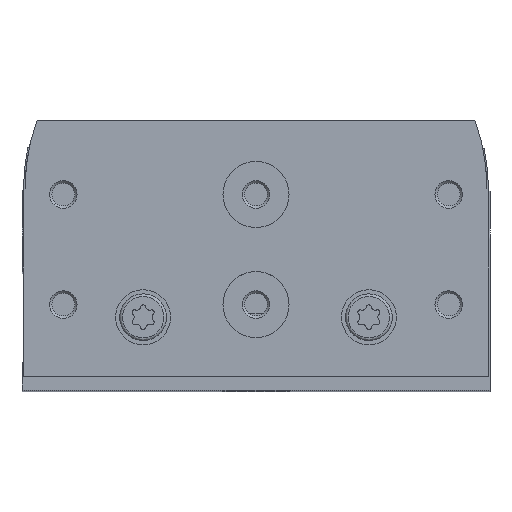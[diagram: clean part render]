
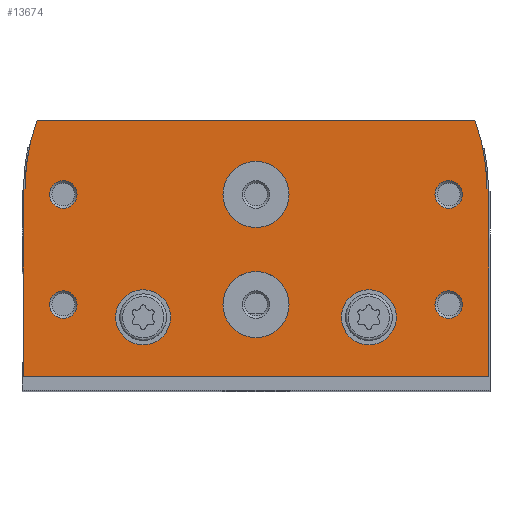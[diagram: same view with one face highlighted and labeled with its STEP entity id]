
A CAD part, top view. The second image highlights one B-rep face of the part: STEP entity #13674.
In plain terms, the highlighted planar face has unit normal (0, 0, 1).
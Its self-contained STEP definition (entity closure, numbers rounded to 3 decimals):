
#553=LINE('',#21325,#1357);
#558=LINE('',#21335,#1362);
#565=LINE('',#21352,#1369);
#571=LINE('',#21364,#1375);
#579=LINE('',#21385,#1383);
#580=LINE('',#21433,#1384);
#1357=VECTOR('',#17358,1000.);
#1362=VECTOR('',#17365,1000.);
#1369=VECTOR('',#17380,1000.);
#1375=VECTOR('',#17390,1000.);
#1383=VECTOR('',#17412,1000.);
#1384=VECTOR('',#17461,1000.);
#1878=PLANE('',#14788);
#3475=ORIENTED_EDGE('',*,*,#6117,.F.);
#3476=ORIENTED_EDGE('',*,*,#6118,.F.);
#3477=ORIENTED_EDGE('',*,*,#6119,.T.);
#3478=ORIENTED_EDGE('',*,*,#6120,.T.);
#3479=ORIENTED_EDGE('',*,*,#6121,.T.);
#3480=ORIENTED_EDGE('',*,*,#6122,.T.);
#3481=ORIENTED_EDGE('',*,*,#6123,.T.);
#3482=ORIENTED_EDGE('',*,*,#6124,.T.);
#3483=ORIENTED_EDGE('',*,*,#6080,.T.);
#3484=ORIENTED_EDGE('',*,*,#6074,.T.);
#3485=ORIENTED_EDGE('',*,*,#6092,.T.);
#3486=ORIENTED_EDGE('',*,*,#6060,.T.);
#3487=ORIENTED_EDGE('',*,*,#6065,.T.);
#3488=ORIENTED_EDGE('',*,*,#6069,.T.);
#3489=ORIENTED_EDGE('',*,*,#6116,.T.);
#3490=ORIENTED_EDGE('',*,*,#6086,.T.);
#6060=EDGE_CURVE('',#7519,#7518,#553,.T.);
#6065=EDGE_CURVE('',#7518,#7522,#558,.T.);
#6069=EDGE_CURVE('',#7522,#7524,#8453,.T.);
#6074=EDGE_CURVE('',#7526,#7528,#565,.T.);
#6080=EDGE_CURVE('',#7532,#7526,#571,.T.);
#6086=EDGE_CURVE('',#7537,#7532,#8455,.T.);
#6092=EDGE_CURVE('',#7528,#7519,#579,.T.);
#6116=EDGE_CURVE('',#7524,#7537,#580,.T.);
#6117=EDGE_CURVE('',#7562,#7562,#8481,.T.);
#6118=EDGE_CURVE('',#7563,#7563,#8482,.T.);
#6119=EDGE_CURVE('',#7564,#7564,#8483,.T.);
#6120=EDGE_CURVE('',#7565,#7565,#8484,.T.);
#6121=EDGE_CURVE('',#7566,#7566,#8485,.T.);
#6122=EDGE_CURVE('',#7567,#7567,#8486,.T.);
#6123=EDGE_CURVE('',#7568,#7568,#8487,.T.);
#6124=EDGE_CURVE('',#7569,#7569,#8488,.T.);
#7518=VERTEX_POINT('',#21324);
#7519=VERTEX_POINT('',#21326);
#7522=VERTEX_POINT('',#21334);
#7524=VERTEX_POINT('',#21341);
#7526=VERTEX_POINT('',#21346);
#7528=VERTEX_POINT('',#21351);
#7532=VERTEX_POINT('',#21362);
#7537=VERTEX_POINT('',#21377);
#7562=VERTEX_POINT('',#21436);
#7563=VERTEX_POINT('',#21438);
#7564=VERTEX_POINT('',#21440);
#7565=VERTEX_POINT('',#21442);
#7566=VERTEX_POINT('',#21444);
#7567=VERTEX_POINT('',#21446);
#7568=VERTEX_POINT('',#21448);
#7569=VERTEX_POINT('',#21450);
#8453=CIRCLE('',#14753,37.);
#8455=CIRCLE('',#14760,37.);
#8481=CIRCLE('',#14789,5.);
#8482=CIRCLE('',#14790,5.);
#8483=CIRCLE('',#14791,6.);
#8484=CIRCLE('',#14792,6.);
#8485=CIRCLE('',#14793,2.5);
#8486=CIRCLE('',#14794,2.5);
#8487=CIRCLE('',#14795,2.5);
#8488=CIRCLE('',#14796,2.5);
#9390=EDGE_LOOP('',(#3475));
#9391=EDGE_LOOP('',(#3476));
#9392=EDGE_LOOP('',(#3477));
#9393=EDGE_LOOP('',(#3478));
#9394=EDGE_LOOP('',(#3479));
#9395=EDGE_LOOP('',(#3480));
#9396=EDGE_LOOP('',(#3481));
#9397=EDGE_LOOP('',(#3482));
#9398=EDGE_LOOP('',(#3483,#3484,#3485,#3486,#3487,#3488,#3489,#3490));
#10458=FACE_BOUND('',#9390,.T.);
#10459=FACE_BOUND('',#9391,.T.);
#10460=FACE_BOUND('',#9392,.T.);
#10461=FACE_BOUND('',#9393,.T.);
#10462=FACE_BOUND('',#9394,.T.);
#10463=FACE_BOUND('',#9395,.T.);
#10464=FACE_BOUND('',#9396,.T.);
#10465=FACE_BOUND('',#9397,.T.);
#10466=FACE_BOUND('',#9398,.T.);
#13674=ADVANCED_FACE('',(#10458,#10459,#10460,#10461,#10462,#10463,#10464,
#10465,#10466),#1878,.T.);
#14753=AXIS2_PLACEMENT_3D('',#21342,#17372,#17373);
#14760=AXIS2_PLACEMENT_3D('',#21376,#17401,#17402);
#14788=AXIS2_PLACEMENT_3D('',#21434,#17462,#17463);
#14789=AXIS2_PLACEMENT_3D('',#21435,#17464,#17465);
#14790=AXIS2_PLACEMENT_3D('',#21437,#17466,#17467);
#14791=AXIS2_PLACEMENT_3D('',#21439,#17468,#17469);
#14792=AXIS2_PLACEMENT_3D('',#21441,#17470,#17471);
#14793=AXIS2_PLACEMENT_3D('',#21443,#17472,#17473);
#14794=AXIS2_PLACEMENT_3D('',#21445,#17474,#17475);
#14795=AXIS2_PLACEMENT_3D('',#21447,#17476,#17477);
#14796=AXIS2_PLACEMENT_3D('',#21449,#17478,#17479);
#17358=DIRECTION('',(0.,1.,0.));
#17365=DIRECTION('',(-0.866,0.5,0.));
#17372=DIRECTION('',(0.,0.,1.));
#17373=DIRECTION('',(1.,0.,0.));
#17380=DIRECTION('',(0.,-1.,0.));
#17390=DIRECTION('',(-0.866,-0.5,0.));
#17401=DIRECTION('',(0.,0.,1.));
#17402=DIRECTION('',(1.,0.,0.));
#17412=DIRECTION('',(1.,0.,0.));
#17461=DIRECTION('',(-1.,0.,0.));
#17462=DIRECTION('',(0.,0.,1.));
#17463=DIRECTION('',(1.,0.,0.));
#17464=DIRECTION('',(0.,0.,1.));
#17465=DIRECTION('',(1.,0.,0.));
#17466=DIRECTION('',(0.,0.,1.));
#17467=DIRECTION('',(1.,0.,0.));
#17468=DIRECTION('',(0.,0.,-1.));
#17469=DIRECTION('',(-1.,0.,0.));
#17470=DIRECTION('',(0.,0.,-1.));
#17471=DIRECTION('',(-1.,0.,0.));
#17472=DIRECTION('',(0.,0.,-1.));
#17473=DIRECTION('',(-1.,0.,0.));
#17474=DIRECTION('',(0.,0.,-1.));
#17475=DIRECTION('',(-1.,0.,0.));
#17476=DIRECTION('',(0.,0.,-1.));
#17477=DIRECTION('',(-1.,0.,0.));
#17478=DIRECTION('',(0.,0.,-1.));
#17479=DIRECTION('',(-1.,0.,0.));
#21324=CARTESIAN_POINT('',(42.25,33.827,0.));
#21325=CARTESIAN_POINT('',(42.25,0.,0.));
#21326=CARTESIAN_POINT('',(42.25,0.,0.));
#21334=CARTESIAN_POINT('',(41.95,34.,0.));
#21335=CARTESIAN_POINT('',(42.25,33.827,0.));
#21341=CARTESIAN_POINT('',(39.775,46.5,0.));
#21342=CARTESIAN_POINT('',(4.95,34.,0.));
#21346=CARTESIAN_POINT('',(-42.25,33.827,0.));
#21351=CARTESIAN_POINT('',(-42.25,0.,0.));
#21352=CARTESIAN_POINT('',(-42.25,33.827,0.));
#21362=CARTESIAN_POINT('',(-41.95,34.,0.));
#21364=CARTESIAN_POINT('',(-41.95,34.,0.));
#21376=CARTESIAN_POINT('',(-4.95,34.,0.));
#21377=CARTESIAN_POINT('',(-39.775,46.5,0.));
#21385=CARTESIAN_POINT('',(-42.25,0.,0.));
#21433=CARTESIAN_POINT('',(39.775,46.5,0.));
#21434=CARTESIAN_POINT('',(4.95,34.,0.));
#21435=CARTESIAN_POINT('',(-20.5,10.7,0.));
#21436=CARTESIAN_POINT('',(-15.5,10.7,0.));
#21437=CARTESIAN_POINT('',(20.5,10.7,0.));
#21438=CARTESIAN_POINT('',(25.5,10.7,0.));
#21439=CARTESIAN_POINT('',(0.,13.,0.));
#21440=CARTESIAN_POINT('',(-6.,13.,0.));
#21441=CARTESIAN_POINT('',(0.,33.,0.));
#21442=CARTESIAN_POINT('',(-6.,33.,0.));
#21443=CARTESIAN_POINT('',(35.,13.,0.));
#21444=CARTESIAN_POINT('',(32.5,13.,0.));
#21445=CARTESIAN_POINT('',(-35.,13.,0.));
#21446=CARTESIAN_POINT('',(-37.5,13.,0.));
#21447=CARTESIAN_POINT('',(-35.,33.,0.));
#21448=CARTESIAN_POINT('',(-37.5,33.,0.));
#21449=CARTESIAN_POINT('',(35.,33.,0.));
#21450=CARTESIAN_POINT('',(32.5,33.,0.));
